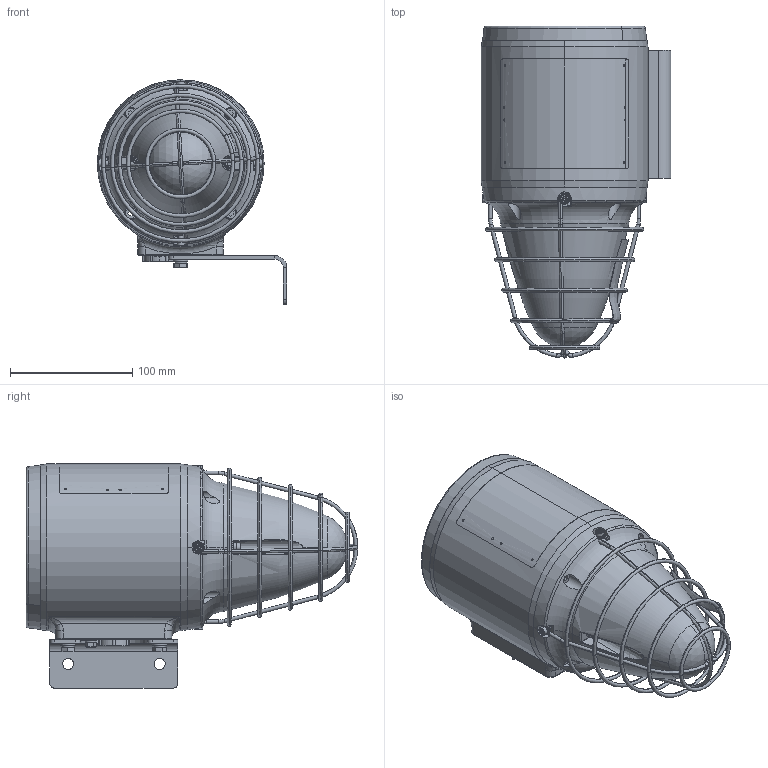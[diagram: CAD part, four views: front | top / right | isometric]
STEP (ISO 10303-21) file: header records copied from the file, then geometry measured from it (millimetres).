
FILE_DESCRIPTION (( 'STEP AP203' ), '1' );
FILE_NAME ('FL60 mit L-Bügel.STEP', '2017-05-11T09:32:33', ( '' ), ( '' ), 'SwSTEP 2.0', 'SolidWorks 2016', '' );
FILE_SCHEMA (( 'CONFIG_CONTROL_DESIGN' ));
Length unit declared in the file: millimetre
Products named in the file (1): FL60 mit L-Bügel
Bounding box: 155.4 x 272 x 184 mm (x, y, z)
Surface area: 197692.3 mm2 (no closed solid volume)
Topology: 0 solids, 55 shells, 538 faces, 1588 edges, 1060 vertices
Faces by surface type: cylinder 200, plane 161, torus 81, cone 66, bspline 28, sphere 2
Entity records: 22169 total; most frequent: CARTESIAN_POINT 8359, DIRECTION 2851, ORIENTED_EDGE 2628, EDGE_CURVE 1575, AXIS2_PLACEMENT_3D 1152, VERTEX_POINT 1060, CIRCLE 641, EDGE_LOOP 619
